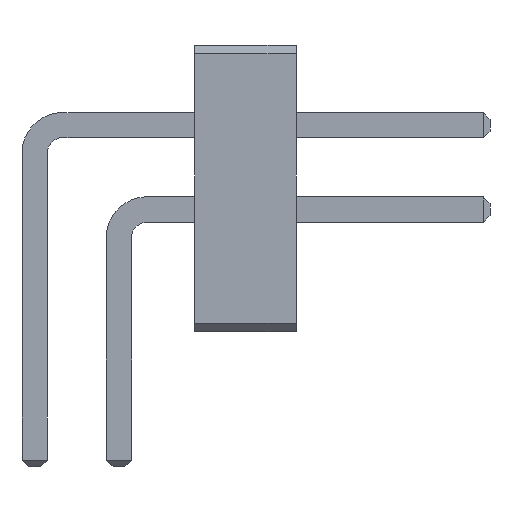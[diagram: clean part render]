
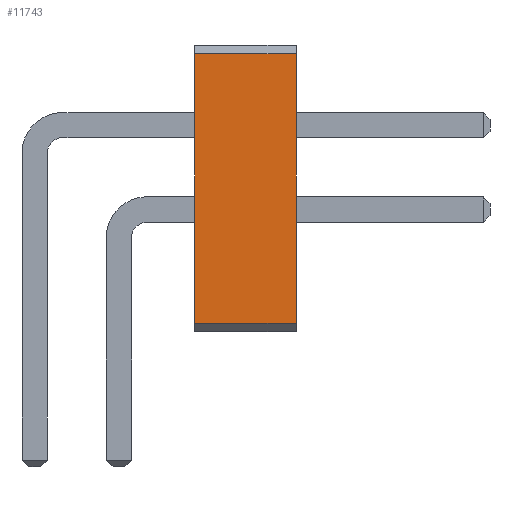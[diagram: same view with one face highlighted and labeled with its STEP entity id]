
A CAD part, front view. The second image highlights one B-rep face of the part: STEP entity #11743.
In plain terms, the highlighted planar face has unit normal (0, -1, 0).
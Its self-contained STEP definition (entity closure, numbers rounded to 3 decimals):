
#911 = VERTEX_POINT('',#912);
#912 = CARTESIAN_POINT('',(3.1,-34.5,2.7));
#918 = EDGE_CURVE('',#919,#911,#921,.T.);
#919 = VERTEX_POINT('',#920);
#920 = CARTESIAN_POINT('',(3.1,-34.5,-0.5));
#921 = LINE('',#922,#923);
#922 = CARTESIAN_POINT('',(3.1,-34.5,-0.6));
#923 = VECTOR('',#924,1.);
#924 = DIRECTION('',(0.,0.,1.));
#5011 = VERTEX_POINT('',#5012);
#5012 = CARTESIAN_POINT('',(1.9,-34.5,-0.5));
#5018 = EDGE_CURVE('',#5011,#5019,#5021,.T.);
#5019 = VERTEX_POINT('',#5020);
#5020 = CARTESIAN_POINT('',(1.9,-34.5,2.7));
#5021 = LINE('',#5022,#5023);
#5022 = CARTESIAN_POINT('',(1.9,-34.5,-0.6));
#5023 = VECTOR('',#5024,1.);
#5024 = DIRECTION('',(0.,0.,1.));
#11733 = EDGE_CURVE('',#919,#5011,#11734,.T.);
#11734 = LINE('',#11735,#11736);
#11735 = CARTESIAN_POINT('',(3.1,-34.5,-0.5));
#11736 = VECTOR('',#11737,1.);
#11737 = DIRECTION('',(-1.,0.,0.));
#11743 = ADVANCED_FACE('',(#11744),#11755,.F.);
#11744 = FACE_BOUND('',#11745,.F.);
#11745 = EDGE_LOOP('',(#11746,#11747,#11748,#11749));
#11746 = ORIENTED_EDGE('',*,*,#918,.F.);
#11747 = ORIENTED_EDGE('',*,*,#11733,.T.);
#11748 = ORIENTED_EDGE('',*,*,#5018,.T.);
#11749 = ORIENTED_EDGE('',*,*,#11750,.F.);
#11750 = EDGE_CURVE('',#911,#5019,#11751,.T.);
#11751 = LINE('',#11752,#11753);
#11752 = CARTESIAN_POINT('',(3.1,-34.5,2.7));
#11753 = VECTOR('',#11754,1.);
#11754 = DIRECTION('',(-1.,0.,0.));
#11755 = PLANE('',#11756);
#11756 = AXIS2_PLACEMENT_3D('',#11757,#11758,#11759);
#11757 = CARTESIAN_POINT('',(3.1,-34.5,-0.6));
#11758 = DIRECTION('',(0.,1.,0.));
#11759 = DIRECTION('',(0.,0.,1.));
